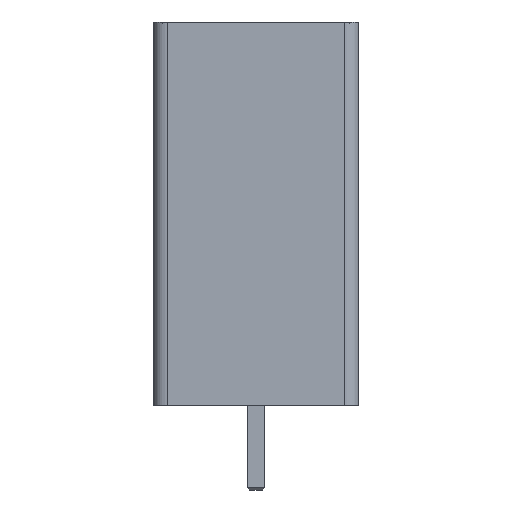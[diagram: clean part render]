
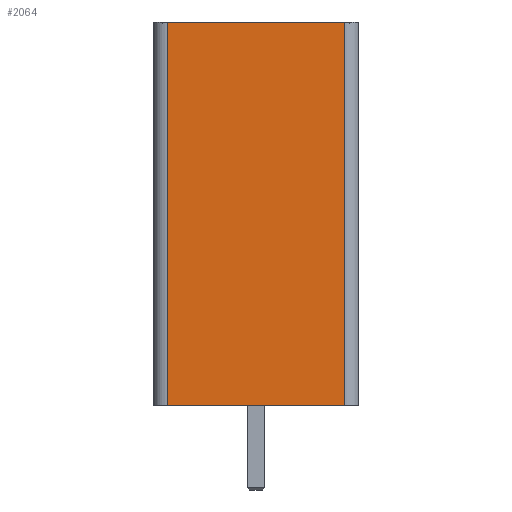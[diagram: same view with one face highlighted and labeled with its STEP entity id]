
A CAD part, left-side view. The second image highlights one B-rep face of the part: STEP entity #2064.
In plain terms, the highlighted planar face has unit normal (-1, 0, 0).
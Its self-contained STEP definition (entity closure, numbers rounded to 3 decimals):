
#32 = PLANE('',#33);
#33 = AXIS2_PLACEMENT_3D('',#34,#35,#36);
#34 = CARTESIAN_POINT('',(-3.6,-3.75,14.));
#35 = DIRECTION('',(0.,0.,1.));
#36 = DIRECTION('',(1.,0.,0.));
#57 = VERTEX_POINT('',#58);
#58 = CARTESIAN_POINT('',(-3.6,3.25,14.));
#73 = CYLINDRICAL_SURFACE('',#74,0.5);
#74 = AXIS2_PLACEMENT_3D('',#75,#76,#77);
#75 = CARTESIAN_POINT('',(-3.1,3.25,0.));
#76 = DIRECTION('',(0.,0.,1.));
#77 = DIRECTION('',(0.,1.,0.));
#85 = EDGE_CURVE('',#86,#57,#88,.T.);
#86 = VERTEX_POINT('',#87);
#87 = CARTESIAN_POINT('',(-3.6,-3.25,14.));
#88 = SURFACE_CURVE('',#89,(#93,#100),.PCURVE_S1.);
#89 = LINE('',#90,#91);
#90 = CARTESIAN_POINT('',(-3.6,-3.75,14.));
#91 = VECTOR('',#92,1.);
#92 = DIRECTION('',(0.,1.,0.));
#93 = PCURVE('',#32,#94);
#94 = DEFINITIONAL_REPRESENTATION('',(#95),#99);
#95 = LINE('',#96,#97);
#96 = CARTESIAN_POINT('',(0.,0.));
#97 = VECTOR('',#98,1.);
#98 = DIRECTION('',(0.,1.));
#99 = ( GEOMETRIC_REPRESENTATION_CONTEXT(2)
PARAMETRIC_REPRESENTATION_CONTEXT() REPRESENTATION_CONTEXT('2D SPACE',''
) );
#100 = PCURVE('',#101,#106);
#101 = PLANE('',#102);
#102 = AXIS2_PLACEMENT_3D('',#103,#104,#105);
#103 = CARTESIAN_POINT('',(-3.6,-3.75,0.));
#104 = DIRECTION('',(1.,0.,0.));
#105 = DIRECTION('',(0.,0.,1.));
#106 = DEFINITIONAL_REPRESENTATION('',(#107),#111);
#107 = LINE('',#108,#109);
#108 = CARTESIAN_POINT('',(14.,0.));
#109 = VECTOR('',#110,1.);
#110 = DIRECTION('',(0.,-1.));
#111 = ( GEOMETRIC_REPRESENTATION_CONTEXT(2)
PARAMETRIC_REPRESENTATION_CONTEXT() REPRESENTATION_CONTEXT('2D SPACE',''
) );
#130 = CYLINDRICAL_SURFACE('',#131,0.5);
#131 = AXIS2_PLACEMENT_3D('',#132,#133,#134);
#132 = CARTESIAN_POINT('',(-3.1,-3.25,0.));
#133 = DIRECTION('',(0.,0.,1.));
#134 = DIRECTION('',(-1.,0.,0.));
#329 = PLANE('',#330);
#330 = AXIS2_PLACEMENT_3D('',#331,#332,#333);
#331 = CARTESIAN_POINT('',(-3.6,-3.75,0.));
#332 = DIRECTION('',(0.,0.,1.));
#333 = DIRECTION('',(1.,0.,0.));
#2019 = VERTEX_POINT('',#2020);
#2020 = CARTESIAN_POINT('',(-3.6,-3.25,0.));
#2044 = EDGE_CURVE('',#2019,#86,#2045,.T.);
#2045 = SURFACE_CURVE('',#2046,(#2050,#2057),.PCURVE_S1.);
#2046 = LINE('',#2047,#2048);
#2047 = CARTESIAN_POINT('',(-3.6,-3.25,0.));
#2048 = VECTOR('',#2049,1.);
#2049 = DIRECTION('',(0.,0.,1.));
#2050 = PCURVE('',#130,#2051);
#2051 = DEFINITIONAL_REPRESENTATION('',(#2052),#2056);
#2052 = LINE('',#2053,#2054);
#2053 = CARTESIAN_POINT('',(0.,0.));
#2054 = VECTOR('',#2055,1.);
#2055 = DIRECTION('',(0.,1.));
#2056 = ( GEOMETRIC_REPRESENTATION_CONTEXT(2)
PARAMETRIC_REPRESENTATION_CONTEXT() REPRESENTATION_CONTEXT('2D SPACE',''
) );
#2057 = PCURVE('',#101,#2058);
#2058 = DEFINITIONAL_REPRESENTATION('',(#2059),#2063);
#2059 = LINE('',#2060,#2061);
#2060 = CARTESIAN_POINT('',(0.,-0.5));
#2061 = VECTOR('',#2062,1.);
#2062 = DIRECTION('',(1.,0.));
#2063 = ( GEOMETRIC_REPRESENTATION_CONTEXT(2)
PARAMETRIC_REPRESENTATION_CONTEXT() REPRESENTATION_CONTEXT('2D SPACE',''
) );
#2064 = ADVANCED_FACE('',(#2065),#101,.F.);
#2065 = FACE_BOUND('',#2066,.F.);
#2066 = EDGE_LOOP('',(#2067,#2068,#2069,#2092));
#2067 = ORIENTED_EDGE('',*,*,#85,.F.);
#2068 = ORIENTED_EDGE('',*,*,#2044,.F.);
#2069 = ORIENTED_EDGE('',*,*,#2070,.T.);
#2070 = EDGE_CURVE('',#2019,#2071,#2073,.T.);
#2071 = VERTEX_POINT('',#2072);
#2072 = CARTESIAN_POINT('',(-3.6,3.25,0.));
#2073 = SURFACE_CURVE('',#2074,(#2078,#2085),.PCURVE_S1.);
#2074 = LINE('',#2075,#2076);
#2075 = CARTESIAN_POINT('',(-3.6,-3.75,0.));
#2076 = VECTOR('',#2077,1.);
#2077 = DIRECTION('',(0.,1.,0.));
#2078 = PCURVE('',#101,#2079);
#2079 = DEFINITIONAL_REPRESENTATION('',(#2080),#2084);
#2080 = LINE('',#2081,#2082);
#2081 = CARTESIAN_POINT('',(0.,0.));
#2082 = VECTOR('',#2083,1.);
#2083 = DIRECTION('',(0.,-1.));
#2084 = ( GEOMETRIC_REPRESENTATION_CONTEXT(2)
PARAMETRIC_REPRESENTATION_CONTEXT() REPRESENTATION_CONTEXT('2D SPACE',''
) );
#2085 = PCURVE('',#329,#2086);
#2086 = DEFINITIONAL_REPRESENTATION('',(#2087),#2091);
#2087 = LINE('',#2088,#2089);
#2088 = CARTESIAN_POINT('',(0.,0.));
#2089 = VECTOR('',#2090,1.);
#2090 = DIRECTION('',(0.,1.));
#2091 = ( GEOMETRIC_REPRESENTATION_CONTEXT(2)
PARAMETRIC_REPRESENTATION_CONTEXT() REPRESENTATION_CONTEXT('2D SPACE',''
) );
#2092 = ORIENTED_EDGE('',*,*,#2093,.T.);
#2093 = EDGE_CURVE('',#2071,#57,#2094,.T.);
#2094 = SURFACE_CURVE('',#2095,(#2099,#2106),.PCURVE_S1.);
#2095 = LINE('',#2096,#2097);
#2096 = CARTESIAN_POINT('',(-3.6,3.25,0.));
#2097 = VECTOR('',#2098,1.);
#2098 = DIRECTION('',(0.,0.,1.));
#2099 = PCURVE('',#101,#2100);
#2100 = DEFINITIONAL_REPRESENTATION('',(#2101),#2105);
#2101 = LINE('',#2102,#2103);
#2102 = CARTESIAN_POINT('',(0.,-7.));
#2103 = VECTOR('',#2104,1.);
#2104 = DIRECTION('',(1.,0.));
#2105 = ( GEOMETRIC_REPRESENTATION_CONTEXT(2)
PARAMETRIC_REPRESENTATION_CONTEXT() REPRESENTATION_CONTEXT('2D SPACE',''
) );
#2106 = PCURVE('',#73,#2107);
#2107 = DEFINITIONAL_REPRESENTATION('',(#2108),#2112);
#2108 = LINE('',#2109,#2110);
#2109 = CARTESIAN_POINT('',(1.571,0.));
#2110 = VECTOR('',#2111,1.);
#2111 = DIRECTION('',(0.,1.));
#2112 = ( GEOMETRIC_REPRESENTATION_CONTEXT(2)
PARAMETRIC_REPRESENTATION_CONTEXT() REPRESENTATION_CONTEXT('2D SPACE',''
) );
